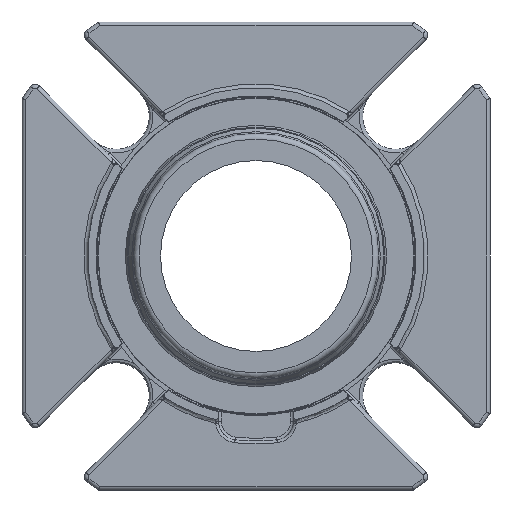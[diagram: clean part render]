
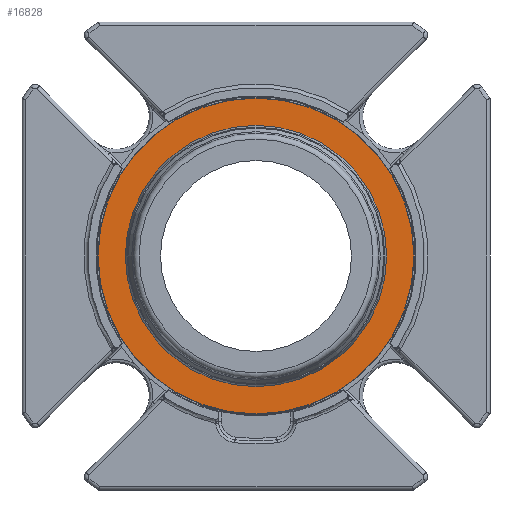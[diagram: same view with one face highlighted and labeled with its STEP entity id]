
A CAD part, left-side view. The second image highlights one B-rep face of the part: STEP entity #16828.
In plain terms, the highlighted planar face has unit normal (-1, 0, 0).
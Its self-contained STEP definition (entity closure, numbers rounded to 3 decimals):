
#3289=PLANE('',#17912);
#3708=ORIENTED_EDGE('',*,*,#9003,.F.);
#3709=ORIENTED_EDGE('',*,*,#9002,.T.);
#9002=EDGE_CURVE('',#11651,#11651,#13316,.T.);
#9003=EDGE_CURVE('',#11652,#11652,#13317,.F.);
#11651=VERTEX_POINT('',#24294);
#11652=VERTEX_POINT('',#24297);
#13316=CIRCLE('',#17911,42.);
#13317=CIRCLE('',#17913,34.747);
#14162=EDGE_LOOP('',(#3708));
#14163=EDGE_LOOP('',(#3709));
#15326=FACE_BOUND('',#14162,.T.);
#15327=FACE_BOUND('',#14163,.T.);
#16828=ADVANCED_FACE('',(#15326,#15327),#3289,.F.);
#17911=AXIS2_PLACEMENT_3D('',#24293,#19665,#19666);
#17912=AXIS2_PLACEMENT_3D('',#24295,#19667,#19668);
#17913=AXIS2_PLACEMENT_3D('',#24296,#19669,#19670);
#19665=DIRECTION('',(-1.,0.,0.));
#19666=DIRECTION('',(0.,1.,0.));
#19667=DIRECTION('',(1.,0.,0.));
#19668=DIRECTION('',(0.,-1.,0.));
#19669=DIRECTION('',(1.,0.,0.));
#19670=DIRECTION('',(0.,0.,-1.));
#24293=CARTESIAN_POINT('',(39.497,0.,0.));
#24294=CARTESIAN_POINT('',(39.497,42.,0.));
#24295=CARTESIAN_POINT('',(39.497,42.,0.));
#24296=CARTESIAN_POINT('',(39.497,0.,0.));
#24297=CARTESIAN_POINT('',(39.497,0.,-34.747));
